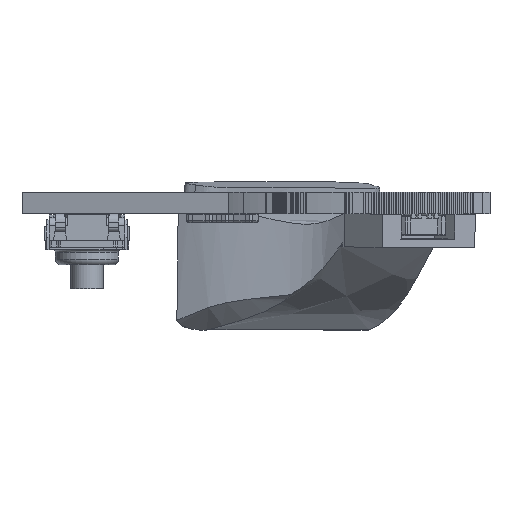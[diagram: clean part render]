
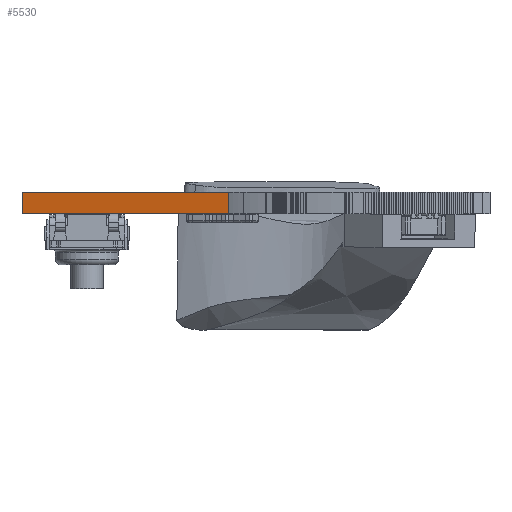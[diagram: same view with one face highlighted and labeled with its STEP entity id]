
A CAD part, left-side view. The second image highlights one B-rep face of the part: STEP entity #5530.
In plain terms, the highlighted planar face has unit normal (-0.972, 0.234, 0).
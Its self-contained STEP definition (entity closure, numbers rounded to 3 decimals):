
#5470 = EDGE_CURVE('',#5471,#5473,#5475,.T.);
#5471 = VERTEX_POINT('',#5472);
#5472 = CARTESIAN_POINT('',(-40.768,19.629,-1.59)
  );
#5473 = VERTEX_POINT('',#5474);
#5474 = CARTESIAN_POINT('',(-40.768,19.629,0.));
#5475 = LINE('',#5476,#5477);
#5476 = CARTESIAN_POINT('',(-40.768,19.629,-1.59)
  );
#5477 = VECTOR('',#5478,1.);
#5478 = DIRECTION('',(0.,0.,1.));
#5530 = ADVANCED_FACE('',(#5531),#5556,.F.);
#5531 = FACE_BOUND('',#5532,.F.);
#5532 = EDGE_LOOP('',(#5533,#5543,#5549,#5550));
#5533 = ORIENTED_EDGE('',*,*,#5534,.T.);
#5534 = EDGE_CURVE('',#5535,#5537,#5539,.T.);
#5535 = VERTEX_POINT('',#5536);
#5536 = CARTESIAN_POINT('',(-37.063,35.035,-1.59)
  );
#5537 = VERTEX_POINT('',#5538);
#5538 = CARTESIAN_POINT('',(-37.063,35.035,0.));
#5539 = LINE('',#5540,#5541);
#5540 = CARTESIAN_POINT('',(-37.063,35.035,-1.59)
  );
#5541 = VECTOR('',#5542,1.);
#5542 = DIRECTION('',(0.,0.,1.));
#5543 = ORIENTED_EDGE('',*,*,#5544,.T.);
#5544 = EDGE_CURVE('',#5537,#5473,#5545,.T.);
#5545 = LINE('',#5546,#5547);
#5546 = CARTESIAN_POINT('',(-37.063,35.035,0.));
#5547 = VECTOR('',#5548,1.);
#5548 = DIRECTION('',(-0.234,-0.972,0.));
#5549 = ORIENTED_EDGE('',*,*,#5470,.F.);
#5550 = ORIENTED_EDGE('',*,*,#5551,.F.);
#5551 = EDGE_CURVE('',#5535,#5471,#5552,.T.);
#5552 = LINE('',#5553,#5554);
#5553 = CARTESIAN_POINT('',(-37.063,35.035,-1.59)
  );
#5554 = VECTOR('',#5555,1.);
#5555 = DIRECTION('',(-0.234,-0.972,0.));
#5556 = PLANE('',#5557);
#5557 = AXIS2_PLACEMENT_3D('',#5558,#5559,#5560);
#5558 = CARTESIAN_POINT('',(-37.063,35.035,-1.59)
  );
#5559 = DIRECTION('',(0.972,-0.234,0.));
#5560 = DIRECTION('',(-0.234,-0.972,0.));
